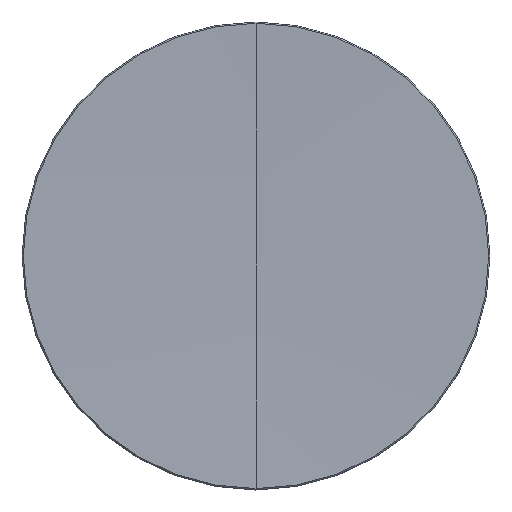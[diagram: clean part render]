
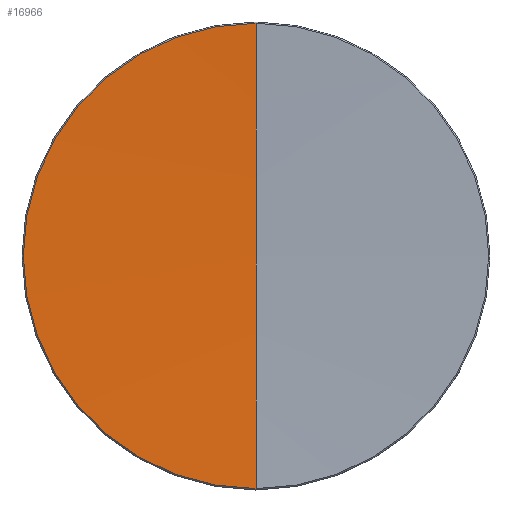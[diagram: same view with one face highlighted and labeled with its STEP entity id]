
A CAD part, top view. The second image highlights one B-rep face of the part: STEP entity #16966.
In plain terms, the highlighted spherical face has radius 1000 mm.
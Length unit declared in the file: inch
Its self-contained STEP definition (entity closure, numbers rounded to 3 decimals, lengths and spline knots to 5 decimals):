
#6261 = FACE_OUTER_BOUND ( 'NONE', #16967, .T. ) ;
#6343 = DIRECTION ( 'NONE',  ( 0., 1., 0. ) ) ;
#6344 = DIRECTION ( 'NONE',  ( 1., 0., 0. ) ) ;
#6345 = AXIS2_PLACEMENT_3D ( 'NONE', #6425, #6344, #6343 ) ;
#6425 = CARTESIAN_POINT ( 'NONE',  ( 0., 0., 39.6063 ) ) ;
#6449 = SPHERICAL_SURFACE ( 'NONE', #6345, 39.37008 ) ;
#6789 = CARTESIAN_POINT ( 'NONE',  ( 0., 0., 0.26362 ) ) ;
#6790 = AXIS2_PLACEMENT_3D ( 'NONE', #6789, #6819, #6818 ) ;
#6791 = CIRCLE ( 'NONE', #6790, 1.46851 ) ;
#6792 = CARTESIAN_POINT ( 'NONE',  ( 0., 0., 39.6063 ) ) ;
#6814 = DIRECTION ( 'NONE',  ( 0., 1., 0. ) ) ;
#6815 = DIRECTION ( 'NONE',  ( 1., 0., 0. ) ) ;
#6816 = AXIS2_PLACEMENT_3D ( 'NONE', #6792, #6815, #6814 ) ;
#6817 = CIRCLE ( 'NONE', #6816, 39.37008 ) ;
#6818 = DIRECTION ( 'NONE',  ( 1., 0., 0. ) ) ;
#6819 = DIRECTION ( 'NONE',  ( 0., 0., 1. ) ) ;
#16772 = ORIENTED_EDGE ( 'NONE', *, *, #16773, .F. ) ;
#16773 = EDGE_CURVE ( 'NONE', #16857, #16797, #23447, .T. ) ;
#16797 = VERTEX_POINT ( 'NONE', #23606 ) ;
#16809 = ORIENTED_EDGE ( 'NONE', *, *, #16876, .T. ) ;
#16810 = VERTEX_POINT ( 'NONE', #23697 ) ;
#16857 = VERTEX_POINT ( 'NONE', #23811 ) ;
#16876 = EDGE_CURVE ( 'NONE', #16857, #16914, #24197, .T. ) ;
#16914 = VERTEX_POINT ( 'NONE', #24668 ) ;
#16955 = ORIENTED_EDGE ( 'NONE', *, *, #16956, .T. ) ;
#16956 = EDGE_CURVE ( 'NONE', #16914, #16810, #6791, .T. ) ;
#16957 = ORIENTED_EDGE ( 'NONE', *, *, #16958, .T. ) ;
#16958 = EDGE_CURVE ( 'NONE', #16810, #16797, #6817, .T. ) ;
#16966 = ADVANCED_FACE ( 'NONE', ( #6261 ), #6449, .F. ) ;
#16967 = EDGE_LOOP ( 'NONE', ( #16809, #16955, #16957, #16772 ) ) ;
#23375 = CARTESIAN_POINT ( 'NONE',  ( 0., 0., 39.6063 ) ) ;
#23380 = DIRECTION ( 'NONE',  ( -1., 0., 0. ) ) ;
#23393 = DIRECTION ( 'NONE',  ( 0., 0., 1. ) ) ;
#23394 = AXIS2_PLACEMENT_3D ( 'NONE', #23375, #23380, #23393 ) ;
#23447 = CIRCLE ( 'NONE', #23394, 39.37008 ) ;
#23606 = CARTESIAN_POINT ( 'NONE',  ( 0., 0., 0.23622 ) ) ;
#23697 = CARTESIAN_POINT ( 'NONE',  ( 0., -1.46851, 0.26362 ) ) ;
#23811 = CARTESIAN_POINT ( 'NONE',  ( 0., 1.46851, 0.26362 ) ) ;
#24000 = DIRECTION ( 'NONE',  ( 0., 0., 1. ) ) ;
#24103 = CARTESIAN_POINT ( 'NONE',  ( 0., 0., 0.26362 ) ) ;
#24195 = DIRECTION ( 'NONE',  ( 1., 0., 0. ) ) ;
#24196 = AXIS2_PLACEMENT_3D ( 'NONE', #24103, #24000, #24195 ) ;
#24197 = CIRCLE ( 'NONE', #24196, 1.46851 ) ;
#24668 = CARTESIAN_POINT ( 'NONE',  ( -1.46851, 0., 0.26362 ) ) ;
